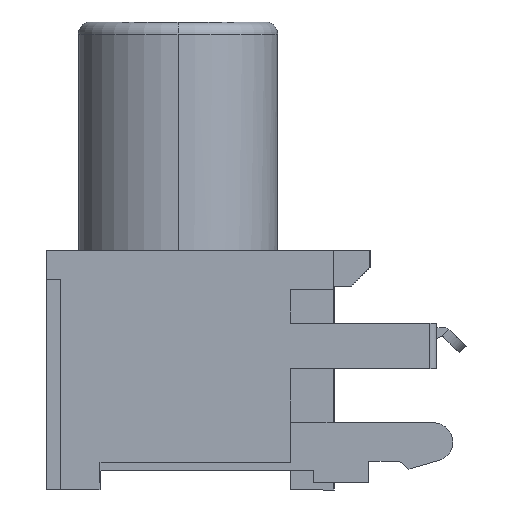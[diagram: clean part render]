
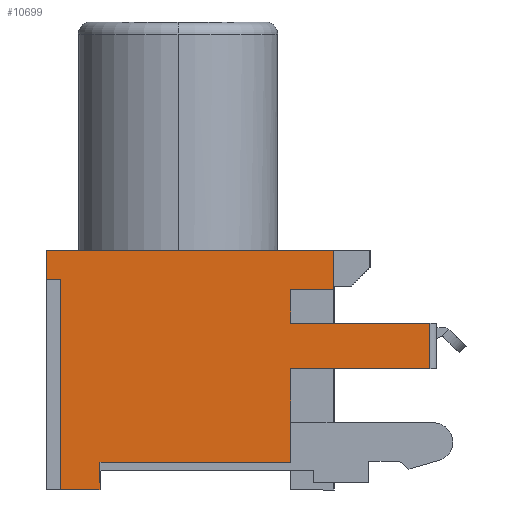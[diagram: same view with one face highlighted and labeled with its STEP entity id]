
A CAD part, left-side view. The second image highlights one B-rep face of the part: STEP entity #10699.
In plain terms, the highlighted planar face has unit normal (-1, 0, 0).
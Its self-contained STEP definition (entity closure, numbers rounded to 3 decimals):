
#107 = ORIENTED_EDGE ( 'NONE', *, *, #8081, .F. ) ;
#329 = ORIENTED_EDGE ( 'NONE', *, *, #9043, .F. ) ;
#601 = CARTESIAN_POINT ( 'NONE',  ( -20., 6.75, -10.75 ) ) ;
#604 = VECTOR ( 'NONE', #969, 1000. ) ;
#754 = LINE ( 'NONE', #8383, #11285 ) ;
#921 = CARTESIAN_POINT ( 'NONE',  ( -20., -3.45, -12.55 ) ) ;
#969 = DIRECTION ( 'NONE',  ( 0., 1., 0. ) ) ;
#979 = VECTOR ( 'NONE', #10165, 1000. ) ;
#1099 = VECTOR ( 'NONE', #9971, 1000. ) ;
#1433 = CARTESIAN_POINT ( 'NONE',  ( -20., -5.25, -11.15 ) ) ;
#1549 = VERTEX_POINT ( 'NONE', #2555 ) ;
#1588 = LINE ( 'NONE', #8555, #7456 ) ;
#1747 = VERTEX_POINT ( 'NONE', #5912 ) ;
#1818 = VERTEX_POINT ( 'NONE', #8091 ) ;
#1826 = FACE_OUTER_BOUND ( 'NONE', #9086, .T. ) ;
#2044 = CARTESIAN_POINT ( 'NONE',  ( -20., 4.5, -19.5 ) ) ;
#2218 = DIRECTION ( 'NONE',  ( 0., -1., 0. ) ) ;
#2282 = CARTESIAN_POINT ( 'NONE',  ( -20., -3.45, -18.35 ) ) ;
#2322 = VERTEX_POINT ( 'NONE', #6275 ) ;
#2397 = PLANE ( 'NONE',  #4909 ) ;
#2459 = LINE ( 'NONE', #12643, #10034 ) ;
#2487 = VECTOR ( 'NONE', #7321, 1000. ) ;
#2550 = LINE ( 'NONE', #2044, #10759 ) ;
#2555 = CARTESIAN_POINT ( 'NONE',  ( -20., -5.25, -9.5 ) ) ;
#2608 = VERTEX_POINT ( 'NONE', #4879 ) ;
#2663 = VERTEX_POINT ( 'NONE', #921 ) ;
#2689 = VERTEX_POINT ( 'NONE', #8038 ) ;
#2746 = ORIENTED_EDGE ( 'NONE', *, *, #11104, .F. ) ;
#3380 = DIRECTION ( 'NONE',  ( 0., 0., 1. ) ) ;
#3506 = ORIENTED_EDGE ( 'NONE', *, *, #11590, .F. ) ;
#3537 = LINE ( 'NONE', #6870, #604 ) ;
#3647 = LINE ( 'NONE', #1433, #4885 ) ;
#4241 = DIRECTION ( 'NONE',  ( 0., 0., -1. ) ) ;
#4421 = DIRECTION ( 'NONE',  ( 0., 0., 1. ) ) ;
#4517 = DIRECTION ( 'NONE',  ( 0., -1., 0. ) ) ;
#4578 = LINE ( 'NONE', #11199, #11886 ) ;
#4670 = ORIENTED_EDGE ( 'NONE', *, *, #11344, .F. ) ;
#4698 = VERTEX_POINT ( 'NONE', #4816 ) ;
#4726 = DIRECTION ( 'NONE',  ( 0., 0., 1. ) ) ;
#4816 = CARTESIAN_POINT ( 'NONE',  ( -20., -3.45, -11.15 ) ) ;
#4879 = CARTESIAN_POINT ( 'NONE',  ( -20., 4.5, -19.5 ) ) ;
#4885 = VECTOR ( 'NONE', #9330, 1000. ) ;
#4909 = AXIS2_PLACEMENT_3D ( 'NONE', #8396, #11355, #3380 ) ;
#5004 = ORIENTED_EDGE ( 'NONE', *, *, #9195, .F. ) ;
#5098 = LINE ( 'NONE', #2282, #2487 ) ;
#5398 = ORIENTED_EDGE ( 'NONE', *, *, #8352, .T. ) ;
#5431 = DIRECTION ( 'NONE',  ( 0., -1., 0. ) ) ;
#5646 = ORIENTED_EDGE ( 'NONE', *, *, #10304, .F. ) ;
#5912 = CARTESIAN_POINT ( 'NONE',  ( -20., -9.25, -14.45 ) ) ;
#6274 = LINE ( 'NONE', #11289, #11725 ) ;
#6275 = CARTESIAN_POINT ( 'NONE',  ( -20., 6.15, -19.5 ) ) ;
#6443 = VERTEX_POINT ( 'NONE', #10256 ) ;
#6763 = CARTESIAN_POINT ( 'NONE',  ( -20., 6.15, -10.75 ) ) ;
#6775 = EDGE_CURVE ( 'NONE', #2689, #2608, #2550, .T. ) ;
#6792 = VERTEX_POINT ( 'NONE', #9820 ) ;
#6799 = VERTEX_POINT ( 'NONE', #7950 ) ;
#6870 = CARTESIAN_POINT ( 'NONE',  ( -20., -3.45, -11.15 ) ) ;
#6880 = CARTESIAN_POINT ( 'NONE',  ( -20., 6.75, -9.5 ) ) ;
#7027 = CARTESIAN_POINT ( 'NONE',  ( -20., -9.25, -12.55 ) ) ;
#7321 = DIRECTION ( 'NONE',  ( 0., 0., -1. ) ) ;
#7456 = VECTOR ( 'NONE', #4517, 1000. ) ;
#7608 = VECTOR ( 'NONE', #9898, 1000. ) ;
#7950 = CARTESIAN_POINT ( 'NONE',  ( -20., 6.15, -10.75 ) ) ;
#8038 = CARTESIAN_POINT ( 'NONE',  ( -20., 4.5, -18.35 ) ) ;
#8070 = DIRECTION ( 'NONE',  ( 0., 1., 0. ) ) ;
#8081 = EDGE_CURVE ( 'NONE', #2608, #2322, #9166, .T. ) ;
#8091 = CARTESIAN_POINT ( 'NONE',  ( -20., -3.45, -18.35 ) ) ;
#8288 = CARTESIAN_POINT ( 'NONE',  ( -20., -3.45, -18.35 ) ) ;
#8352 = EDGE_CURVE ( 'NONE', #6792, #1747, #1588, .T. ) ;
#8383 = CARTESIAN_POINT ( 'NONE',  ( -20., 6.15, -19.5 ) ) ;
#8396 = CARTESIAN_POINT ( 'NONE',  ( -20., 0., 0. ) ) ;
#8555 = CARTESIAN_POINT ( 'NONE',  ( -20., -5.25, -14.45 ) ) ;
#8637 = EDGE_CURVE ( 'NONE', #6443, #1747, #10081, .T. ) ;
#8692 = EDGE_CURVE ( 'NONE', #6792, #1818, #11953, .T. ) ;
#8839 = LINE ( 'NONE', #6763, #1099 ) ;
#9043 = EDGE_CURVE ( 'NONE', #6799, #10408, #8839, .T. ) ;
#9086 = EDGE_LOOP ( 'NONE', ( #329, #5646, #107, #9763, #3506, #11799, #5398, #10641, #2746, #5004, #10761, #4670, #11197, #10430 ) ) ;
#9166 = LINE ( 'NONE', #9170, #979 ) ;
#9170 = CARTESIAN_POINT ( 'NONE',  ( -20., 6.75, -19.5 ) ) ;
#9195 = EDGE_CURVE ( 'NONE', #4698, #2663, #5098, .T. ) ;
#9330 = DIRECTION ( 'NONE',  ( 0., 0., -1. ) ) ;
#9368 = VECTOR ( 'NONE', #8070, 1000. ) ;
#9596 = VERTEX_POINT ( 'NONE', #6880 ) ;
#9763 = ORIENTED_EDGE ( 'NONE', *, *, #6775, .F. ) ;
#9820 = CARTESIAN_POINT ( 'NONE',  ( -20., -3.45, -14.45 ) ) ;
#9898 = DIRECTION ( 'NONE',  ( 0., 0., -1. ) ) ;
#9971 = DIRECTION ( 'NONE',  ( 0., 1., 0. ) ) ;
#10034 = VECTOR ( 'NONE', #4726, 1000. ) ;
#10060 = EDGE_CURVE ( 'NONE', #10680, #4698, #3537, .T. ) ;
#10081 = LINE ( 'NONE', #7027, #7608 ) ;
#10165 = DIRECTION ( 'NONE',  ( 0., 1., 0. ) ) ;
#10256 = CARTESIAN_POINT ( 'NONE',  ( -20., -9.25, -12.55 ) ) ;
#10302 = CARTESIAN_POINT ( 'NONE',  ( -20., -5.25, -11.15 ) ) ;
#10304 = EDGE_CURVE ( 'NONE', #2322, #6799, #754, .T. ) ;
#10408 = VERTEX_POINT ( 'NONE', #601 ) ;
#10430 = ORIENTED_EDGE ( 'NONE', *, *, #10481, .F. ) ;
#10481 = EDGE_CURVE ( 'NONE', #10408, #9596, #2459, .T. ) ;
#10558 = VECTOR ( 'NONE', #4241, 1000. ) ;
#10641 = ORIENTED_EDGE ( 'NONE', *, *, #8637, .F. ) ;
#10680 = VERTEX_POINT ( 'NONE', #10302 ) ;
#10699 = ADVANCED_FACE ( 'NONE', ( #1826 ), #2397, .T. ) ;
#10759 = VECTOR ( 'NONE', #10906, 1000. ) ;
#10761 = ORIENTED_EDGE ( 'NONE', *, *, #10060, .F. ) ;
#10906 = DIRECTION ( 'NONE',  ( 0., 0., -1. ) ) ;
#11055 = CARTESIAN_POINT ( 'NONE',  ( -20., 4.5, -18.35 ) ) ;
#11104 = EDGE_CURVE ( 'NONE', #2663, #6443, #4578, .T. ) ;
#11197 = ORIENTED_EDGE ( 'NONE', *, *, #11220, .F. ) ;
#11199 = CARTESIAN_POINT ( 'NONE',  ( -20., -5.25, -12.55 ) ) ;
#11220 = EDGE_CURVE ( 'NONE', #9596, #1549, #6274, .T. ) ;
#11285 = VECTOR ( 'NONE', #4421, 1000. ) ;
#11289 = CARTESIAN_POINT ( 'NONE',  ( -20., -5.25, -9.5 ) ) ;
#11344 = EDGE_CURVE ( 'NONE', #1549, #10680, #3647, .T. ) ;
#11355 = DIRECTION ( 'NONE',  ( -1., 0., 0. ) ) ;
#11547 = LINE ( 'NONE', #11055, #9368 ) ;
#11590 = EDGE_CURVE ( 'NONE', #1818, #2689, #11547, .T. ) ;
#11725 = VECTOR ( 'NONE', #5431, 1000. ) ;
#11799 = ORIENTED_EDGE ( 'NONE', *, *, #8692, .F. ) ;
#11886 = VECTOR ( 'NONE', #2218, 1000. ) ;
#11953 = LINE ( 'NONE', #8288, #10558 ) ;
#12643 = CARTESIAN_POINT ( 'NONE',  ( -20., 6.75, -9.5 ) ) ;
